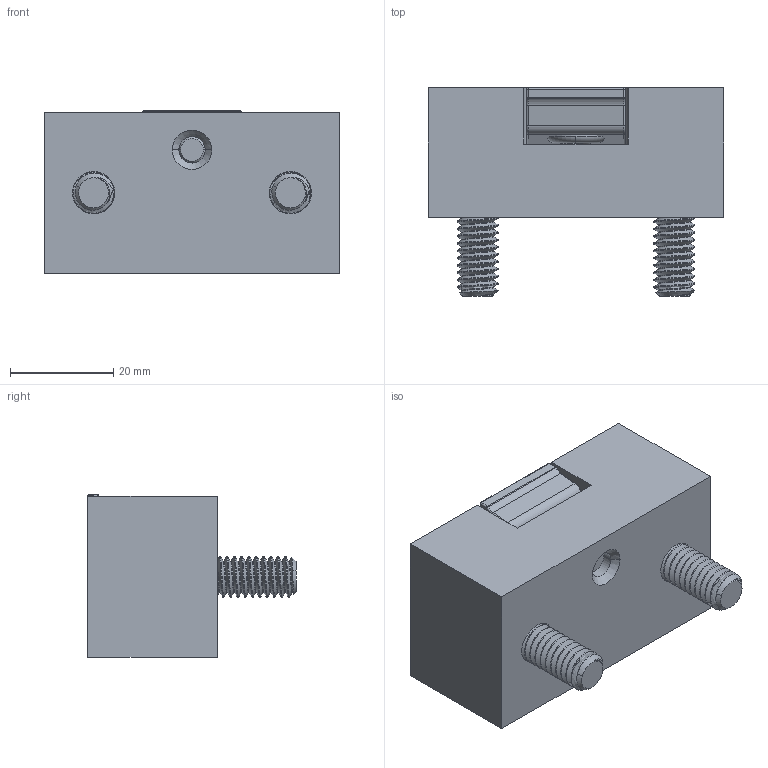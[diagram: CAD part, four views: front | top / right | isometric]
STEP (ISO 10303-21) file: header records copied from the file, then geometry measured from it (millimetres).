
FILE_DESCRIPTION (( 'STEP AP203' ), '1' );
FILE_NAME ('26225.STEP', '2020-05-13T17:40:25', ( 'Marc' ), ( 'Microsoft' ), 'SwSTEP 2.0', 'SolidWorks 2018', '' );
FILE_SCHEMA (( 'CONFIG_CONTROL_DESIGN' ));
Length unit declared in the file: inch
Products named in the file (6): 108 O-RING_108 O-RING; 260601_260601; 610001_610001; 142058 SHCS_142058 SHCS; 26225; 262201_262201
Assembly tree (6 placements, depth 2):
  26225
    262201_262201
    260601_260601
    108 O-RING_108 O-RING
    142058 SHCS_142058 SHCS
    610001_610001  x2
Bounding box: 57.15 x 40.39 x 31.55 mm (x, y, z)
Volume: 42975.1 mm3; surface area: 16064.8 mm2
Topology: 6 solids, 6 shells, 440 faces, 1148 edges, 724 vertices
Faces by surface type: cylinder 281, plane 57, cone 46, bspline 31, torus 20, sphere 5
Entity records: 15359 total; most frequent: CARTESIAN_POINT 7917, ORIENTED_EDGE 1638, DIRECTION 1241, EDGE_CURVE 819, VERTEX_POINT 511, AXIS2_PLACEMENT_3D 481, EDGE_LOOP 336, ADVANCED_FACE 322
